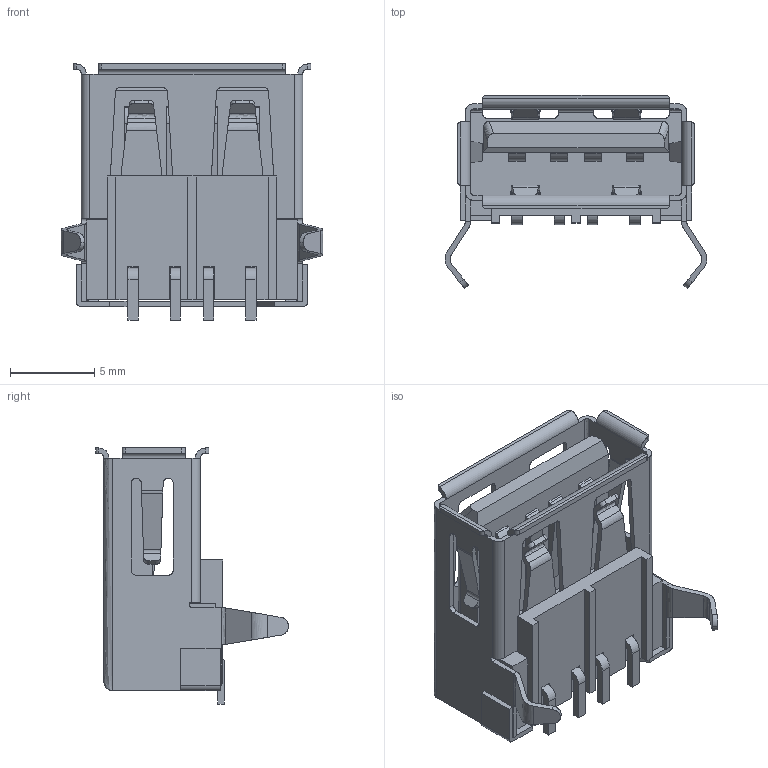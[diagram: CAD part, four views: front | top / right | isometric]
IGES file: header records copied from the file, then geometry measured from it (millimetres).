
Start section: SolidWorks IGES file using analytic representation for surfaces
Global section: file name: KUSBEX-ASFS1N-B.IGS; native system: SolidWorks 2020; preprocessor: SolidWorks 2020; author: Dan; date: 200319.080802; units: millimetre
Bounding box: 15.55 x 11.45 x 15.2 mm (x, y, z)
Surface area: 1564.6 mm2 (no closed solid volume)
Topology: 0 solids, 0 shells, 379 faces, 3135 edges, 3135 vertices
Faces by surface type: bspline 237, revolution 142
